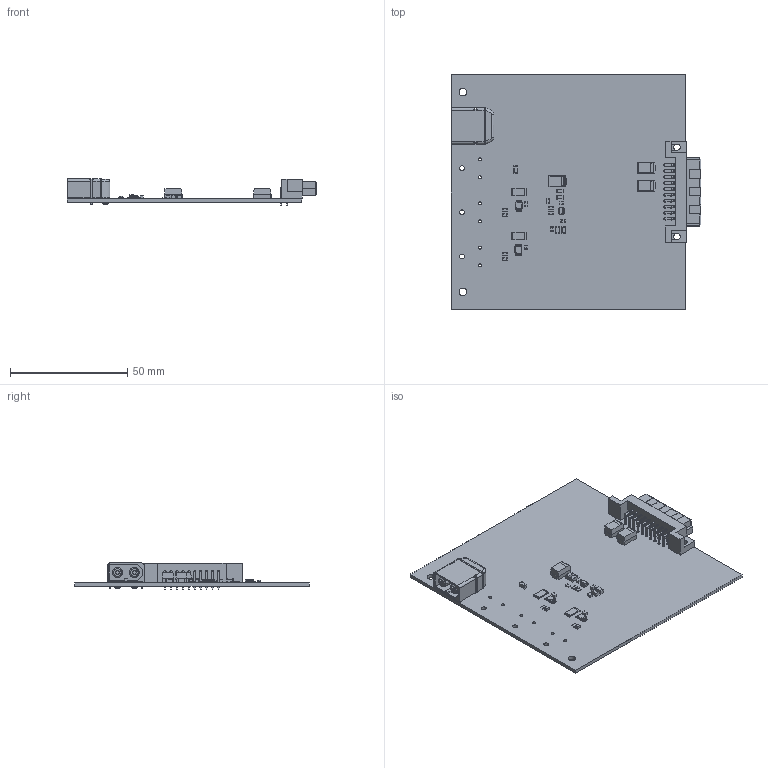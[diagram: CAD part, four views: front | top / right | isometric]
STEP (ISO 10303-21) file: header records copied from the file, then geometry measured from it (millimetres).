
FILE_DESCRIPTION(('KiCad electronic assembly'),'2;1');
FILE_NAME('power-3D.step','2025-07-04T21:44:35',('Pcbnew'),('Kicad'), 'Open CASCADE STEP processor 7.6','KiCad to STEP converter','Unknown' );
FILE_SCHEMA(('AUTOMOTIVE_DESIGN { 1 0 10303 214 1 1 1 1 }'));
Length unit declared in the file: millimetre
Products named in the file (12): power-3D 1; C_1206_3216Metric; CP_EIA-7343-43_Kemet-X; LED_0805_2012Metric; XT60PW-M; R_0805_2012Metric; C_0805_2012Metric; VSSOP-10_3x3mm_P0.5mm; R_2512_6332Metric; SOT-23-6; PCN10C-20S-2.54DS; kibot_ol6dt5s1_PCB
Assembly tree (28 placements, depth 2):
  power-3D 1
    C_1206_3216Metric  x5
    CP_EIA-7343-43_Kemet-X  x3
    LED_0805_2012Metric  x2
    XT60PW-M
    R_0805_2012Metric  x5
    C_0805_2012Metric  x5
    VSSOP-10_3x3mm_P0.5mm  x2
    R_2512_6332Metric  x2
    SOT-23-6
    PCN10C-20S-2.54DS
    kibot_ol6dt5s1_PCB
Bounding box: 106.43 x 100 x 11.1 mm (x, y, z)
Volume: 19762.8 mm3; surface area: 26609.1 mm2
Topology: 34 solids, 34 shells, 1939 faces, 5118 edges, 3319 vertices
Faces by surface type: plane 1441, cylinder 393, bspline 81, torus 10, revolution 10, cone 4
Full cylindrical faces by diameter (mm): 1 x20, 1.27 x6, 1.8 x2, 2.083 x3, 2.7 x2, 2.85 x2, 3.2 x2
Entity records: 40937 total; most frequent: CARTESIAN_POINT 9078, ORIENTED_EDGE 6700, DIRECTION 6192, EDGE_CURVE 3350, LINE 2766, VECTOR 2766, VERTEX_POINT 2168, AXIS2_PLACEMENT_3D 1708
